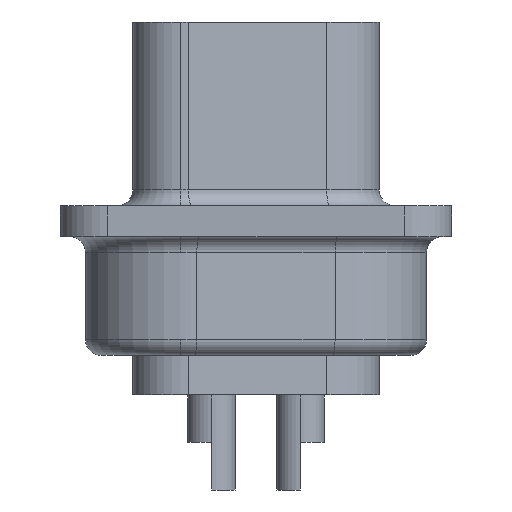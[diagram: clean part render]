
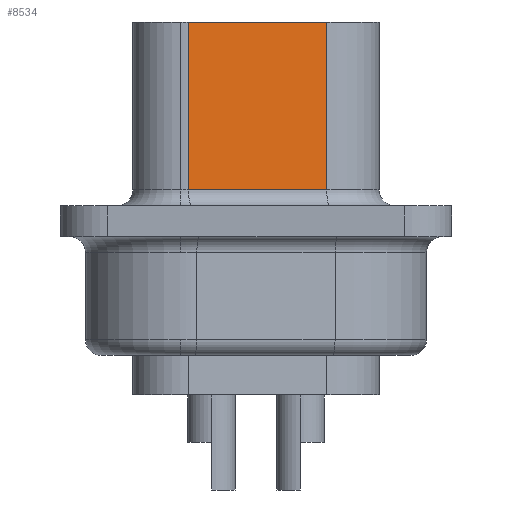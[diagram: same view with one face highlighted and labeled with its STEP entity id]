
A CAD part, left-side view. The second image highlights one B-rep face of the part: STEP entity #8534.
In plain terms, the highlighted planar face has unit normal (-0.985, -0.174, 0).
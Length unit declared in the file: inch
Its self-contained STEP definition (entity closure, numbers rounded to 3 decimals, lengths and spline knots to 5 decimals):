
#2246 = CARTESIAN_POINT ( 'NONE',  ( -0.45424, -0.08939, 0.2515 ) ) ;
#2247 = DIRECTION ( 'NONE',  ( 0.174, -0.985, 0. ) ) ;
#2248 = VECTOR ( 'NONE', #2247, 39.37008 ) ;
#2249 = CARTESIAN_POINT ( 'NONE',  ( -0.485, 0.08508, 0.2515 ) ) ;
#2250 = LINE ( 'NONE', #2249, #2248 ) ;
#2506 = LINE ( 'NONE', #2573, #2571 ) ;
#2507 = DIRECTION ( 'NONE',  ( 0., 0., -1. ) ) ;
#2508 = VECTOR ( 'NONE', #2507, 39.37008 ) ;
#2509 = CARTESIAN_POINT ( 'NONE',  ( -0.45424, -0.08939, 0.2515 ) ) ;
#2515 = LINE ( 'NONE', #2509, #2508 ) ;
#2536 = AXIS2_PLACEMENT_3D ( 'NONE', #2613, #2612, #2611 ) ;
#2537 = PLANE ( 'NONE',  #2536 ) ;
#2539 = FACE_OUTER_BOUND ( 'NONE', #8548, .T. ) ;
#2570 = DIRECTION ( 'NONE',  ( 0.174, -0.985, 0. ) ) ;
#2571 = VECTOR ( 'NONE', #2570, 39.37008 ) ;
#2573 = CARTESIAN_POINT ( 'NONE',  ( -0.45424, -0.08939, 0.0395 ) ) ;
#2611 = DIRECTION ( 'NONE',  ( -0.174, 0.985, 0. ) ) ;
#2612 = DIRECTION ( 'NONE',  ( 0.985, 0.174, 0. ) ) ;
#2613 = CARTESIAN_POINT ( 'NONE',  ( -0.485, 0.08508, 0.2515 ) ) ;
#2685 = CARTESIAN_POINT ( 'NONE',  ( -0.45424, -0.08939, 0.0395 ) ) ;
#5017 = CARTESIAN_POINT ( 'NONE',  ( -0.485, 0.08508, 0.0395 ) ) ;
#5062 = CARTESIAN_POINT ( 'NONE',  ( -0.485, 0.08508, 0.2515 ) ) ;
#5171 = DIRECTION ( 'NONE',  ( 0., 0., -1. ) ) ;
#5172 = VECTOR ( 'NONE', #5171, 39.37008 ) ;
#5173 = CARTESIAN_POINT ( 'NONE',  ( -0.485, 0.08508, 0.2515 ) ) ;
#5179 = LINE ( 'NONE', #5173, #5172 ) ;
#8390 = EDGE_CURVE ( 'NONE', #12046, #8391, #2250, .T. ) ;
#8391 = VERTEX_POINT ( 'NONE', #2246 ) ;
#8412 = ORIENTED_EDGE ( 'NONE', *, *, #12067, .T. ) ;
#8513 = EDGE_CURVE ( 'NONE', #8391, #8577, #2515, .T. ) ;
#8514 = EDGE_CURVE ( 'NONE', #12004, #8577, #2506, .T. ) ;
#8533 = ORIENTED_EDGE ( 'NONE', *, *, #8390, .F. ) ;
#8534 = ADVANCED_FACE ( 'NONE', ( #2539 ), #2537, .F. ) ;
#8535 = ORIENTED_EDGE ( 'NONE', *, *, #8514, .T. ) ;
#8545 = ORIENTED_EDGE ( 'NONE', *, *, #8513, .F. ) ;
#8548 = EDGE_LOOP ( 'NONE', ( #8412, #8535, #8545, #8533 ) ) ;
#8577 = VERTEX_POINT ( 'NONE', #2685 ) ;
#12004 = VERTEX_POINT ( 'NONE', #5017 ) ;
#12046 = VERTEX_POINT ( 'NONE', #5062 ) ;
#12067 = EDGE_CURVE ( 'NONE', #12046, #12004, #5179, .T. ) ;
